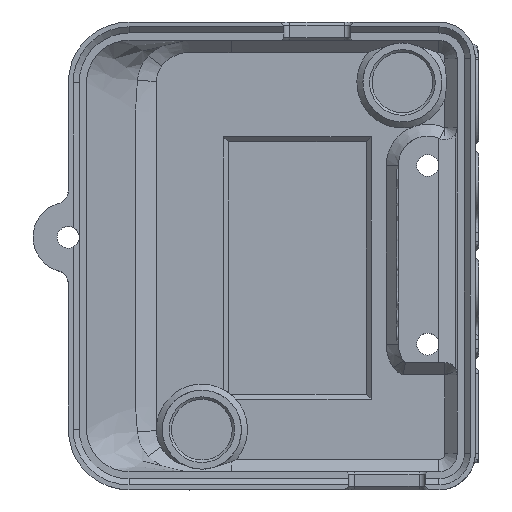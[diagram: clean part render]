
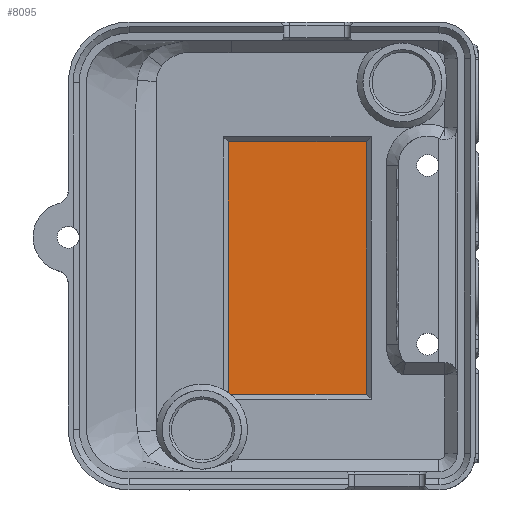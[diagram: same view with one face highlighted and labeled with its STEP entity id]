
A CAD part, top view. The second image highlights one B-rep face of the part: STEP entity #8095.
In plain terms, the highlighted planar face has unit normal (0, 0, 1).
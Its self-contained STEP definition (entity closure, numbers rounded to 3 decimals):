
#750=LINE('',#14653,#1487);
#751=LINE('',#14656,#1488);
#753=LINE('',#14659,#1490);
#1487=VECTOR('',#9786,10.);
#1488=VECTOR('',#9789,10.);
#1490=VECTOR('',#9793,10.);
#1888=PLANE('',#8576);
#2241=FACE_OUTER_BOUND('',#2742,.T.);
#2742=EDGE_LOOP('',(#6800,#6801,#6802,#6803,#6804));
#3002=CIRCLE('',#8388,7.5);
#3248=B_SPLINE_CURVE_WITH_KNOTS('',3,(#14301,#14302,#14303,#14304),
 .UNSPECIFIED.,.F.,.F.,(4,4),(9.411,13.537),
 .UNSPECIFIED.);
#3671=VERTEX_POINT('',#12261);
#3672=VERTEX_POINT('',#12263);
#3850=VERTEX_POINT('',#14300);
#3930=VERTEX_POINT('',#14651);
#3931=VERTEX_POINT('',#14655);
#4483=EDGE_CURVE('',#3672,#3671,#3002,.T.);
#4823=EDGE_CURVE('',#3672,#3850,#3248,.T.);
#4932=EDGE_CURVE('',#3930,#3671,#750,.T.);
#4933=EDGE_CURVE('',#3850,#3931,#751,.T.);
#4935=EDGE_CURVE('',#3931,#3930,#753,.T.);
#6800=ORIENTED_EDGE('',*,*,#4483,.T.);
#6801=ORIENTED_EDGE('',*,*,#4932,.F.);
#6802=ORIENTED_EDGE('',*,*,#4935,.F.);
#6803=ORIENTED_EDGE('',*,*,#4933,.F.);
#6804=ORIENTED_EDGE('',*,*,#4823,.F.);
#8095=ADVANCED_FACE('',(#2241),#1888,.T.);
#8388=AXIS2_PLACEMENT_3D('',#12264,#9081,#9082);
#8576=AXIS2_PLACEMENT_3D('',#14660,#9794,#9795);
#9081=DIRECTION('center_axis',(0.,0.,
-1.));
#9082=DIRECTION('ref_axis',(1.,0.,0.));
#9786=DIRECTION('',(-1.,0.,0.));
#9789=DIRECTION('',(1.,0.,0.));
#9793=DIRECTION('',(0.,-1.,0.));
#9794=DIRECTION('center_axis',(0.,0.,
1.));
#9795=DIRECTION('ref_axis',(1.,0.,0.));
#12261=CARTESIAN_POINT('',(-0.097,-107.006,31.083));
#12263=CARTESIAN_POINT('',(-0.452,-106.737,31.083));
#12264=CARTESIAN_POINT('Origin',(-4.801,-112.847,31.083));
#14300=CARTESIAN_POINT('',(-0.416,-65.46,31.083));
#14301=CARTESIAN_POINT('Ctrl Pts',(-0.452,-106.737,
31.083));
#14302=CARTESIAN_POINT('Ctrl Pts',(-0.44,-92.935,
31.083));
#14303=CARTESIAN_POINT('Ctrl Pts',(-0.428,-79.176,
31.083));
#14304=CARTESIAN_POINT('Ctrl Pts',(-0.416,-65.46,
31.083));
#14651=CARTESIAN_POINT('',(22.263,-107.006,31.083));
#14653=CARTESIAN_POINT('',(17.631,-107.006,31.083));
#14655=CARTESIAN_POINT('',(22.254,-65.461,31.083));
#14656=CARTESIAN_POINT('',(5.493,-65.46,31.083));
#14659=CARTESIAN_POINT('',(22.256,-74.464,31.083));
#14660=CARTESIAN_POINT('Origin',(12.199,-84.268,31.083));
